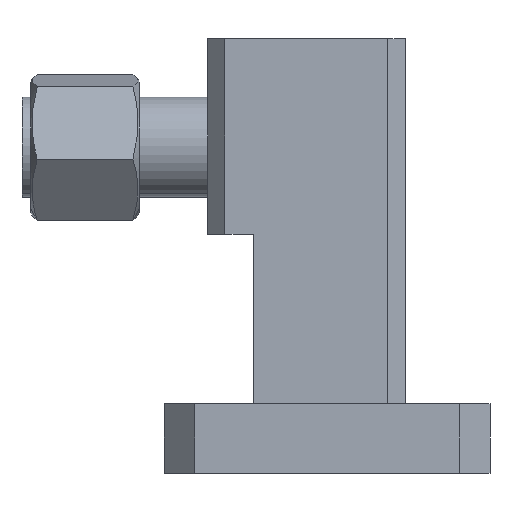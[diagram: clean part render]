
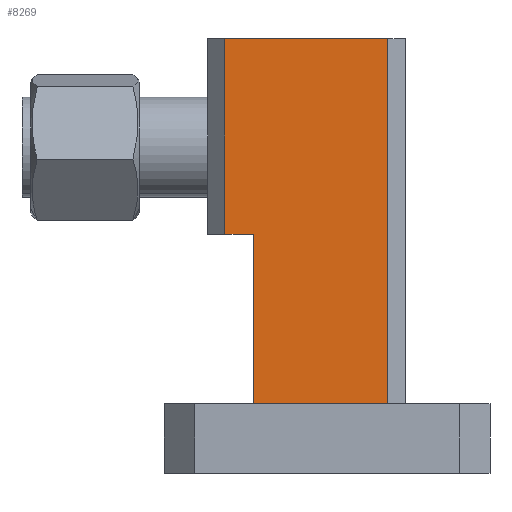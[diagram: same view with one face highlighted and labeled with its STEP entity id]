
A CAD part, left-side view. The second image highlights one B-rep face of the part: STEP entity #8269.
In plain terms, the highlighted planar face has unit normal (-1, 0, 0).
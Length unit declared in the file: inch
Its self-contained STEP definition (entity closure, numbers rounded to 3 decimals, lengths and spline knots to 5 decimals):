
#58 = VERTEX_POINT ( 'NONE', #449 ) ;
#73 = VERTEX_POINT ( 'NONE', #2955 ) ;
#109 = VECTOR ( 'NONE', #6563, 39.37008 ) ;
#345 = CARTESIAN_POINT ( 'NONE',  ( -0.44484, 0.79062, 0.69457 ) ) ;
#449 = CARTESIAN_POINT ( 'NONE',  ( -0.44484, 0.48062, 0.69457 ) ) ;
#669 = VECTOR ( 'NONE', #8260, 39.37008 ) ;
#690 = CARTESIAN_POINT ( 'NONE',  ( -0.44484, 0.48062, 1.53457 ) ) ;
#751 = VERTEX_POINT ( 'NONE', #2084 ) ;
#1076 = CARTESIAN_POINT ( 'NONE',  ( -0.44484, 0.79062, 1.08457 ) ) ;
#1124 = VECTOR ( 'NONE', #8368, 39.37008 ) ;
#1146 = LINE ( 'NONE', #1076, #8411 ) ;
#1350 = CARTESIAN_POINT ( 'NONE',  ( -0.44484, 0.85562, 1.53457 ) ) ;
#1354 = ORIENTED_EDGE ( 'NONE', *, *, #7840, .F. ) ;
#1558 = PLANE ( 'NONE',  #8324 ) ;
#1624 = ORIENTED_EDGE ( 'NONE', *, *, #2006, .F. ) ;
#1626 = DIRECTION ( 'NONE',  ( 0., -1., 0. ) ) ;
#1862 = LINE ( 'NONE', #690, #109 ) ;
#2006 = EDGE_CURVE ( 'NONE', #4697, #73, #7900, .T. ) ;
#2062 = VECTOR ( 'NONE', #1626, 39.37008 ) ;
#2084 = CARTESIAN_POINT ( 'NONE',  ( -0.44484, 0.85562, 1.08457 ) ) ;
#2253 = DIRECTION ( 'NONE',  ( 0., 1., 0. ) ) ;
#2356 = ORIENTED_EDGE ( 'NONE', *, *, #6398, .T. ) ;
#2562 = LINE ( 'NONE', #5715, #1124 ) ;
#2566 = EDGE_CURVE ( 'NONE', #73, #751, #1146, .T. ) ;
#2619 = EDGE_CURVE ( 'NONE', #58, #6464, #1862, .T. ) ;
#2730 = CARTESIAN_POINT ( 'NONE',  ( -0.44484, 0.79062, 0.69457 ) ) ;
#2949 = EDGE_CURVE ( 'NONE', #4697, #58, #2562, .T. ) ;
#2955 = CARTESIAN_POINT ( 'NONE',  ( -0.44484, 0.79062, 1.08457 ) ) ;
#3104 = FACE_OUTER_BOUND ( 'NONE', #4969, .T. ) ;
#3389 = LINE ( 'NONE', #3664, #669 ) ;
#3559 = VERTEX_POINT ( 'NONE', #1350 ) ;
#3664 = CARTESIAN_POINT ( 'NONE',  ( -0.44484, 0.85562, 1.53457 ) ) ;
#4426 = CARTESIAN_POINT ( 'NONE',  ( -0.44484, 0.48062, 1.53457 ) ) ;
#4697 = VERTEX_POINT ( 'NONE', #345 ) ;
#4876 = DIRECTION ( 'NONE',  ( 1., 0., 0. ) ) ;
#4969 = EDGE_LOOP ( 'NONE', ( #5640, #4994, #1354, #2356, #6206, #1624 ) ) ;
#4994 = ORIENTED_EDGE ( 'NONE', *, *, #2619, .T. ) ;
#5258 = DIRECTION ( 'NONE',  ( 0., 0., 1. ) ) ;
#5415 = LINE ( 'NONE', #6886, #2062 ) ;
#5640 = ORIENTED_EDGE ( 'NONE', *, *, #2949, .T. ) ;
#5715 = CARTESIAN_POINT ( 'NONE',  ( -0.44484, 0.89562, 0.69457 ) ) ;
#6206 = ORIENTED_EDGE ( 'NONE', *, *, #2566, .F. ) ;
#6304 = DIRECTION ( 'NONE',  ( 0., 1., 0. ) ) ;
#6398 = EDGE_CURVE ( 'NONE', #3559, #751, #3389, .T. ) ;
#6464 = VERTEX_POINT ( 'NONE', #4426 ) ;
#6563 = DIRECTION ( 'NONE',  ( 0., 0., 1. ) ) ;
#6682 = VECTOR ( 'NONE', #5258, 39.37008 ) ;
#6886 = CARTESIAN_POINT ( 'NONE',  ( -0.44484, 0.89562, 1.53457 ) ) ;
#7840 = EDGE_CURVE ( 'NONE', #3559, #6464, #5415, .T. ) ;
#7900 = LINE ( 'NONE', #2730, #6682 ) ;
#8138 = CARTESIAN_POINT ( 'NONE',  ( -0.44484, 0.89562, 1.53457 ) ) ;
#8260 = DIRECTION ( 'NONE',  ( 0., 0., -1. ) ) ;
#8269 = ADVANCED_FACE ( 'NONE', ( #3104 ), #1558, .F. ) ;
#8324 = AXIS2_PLACEMENT_3D ( 'NONE', #8138, #4876, #2253 ) ;
#8368 = DIRECTION ( 'NONE',  ( 0., -1., 0. ) ) ;
#8411 = VECTOR ( 'NONE', #6304, 39.37008 ) ;
